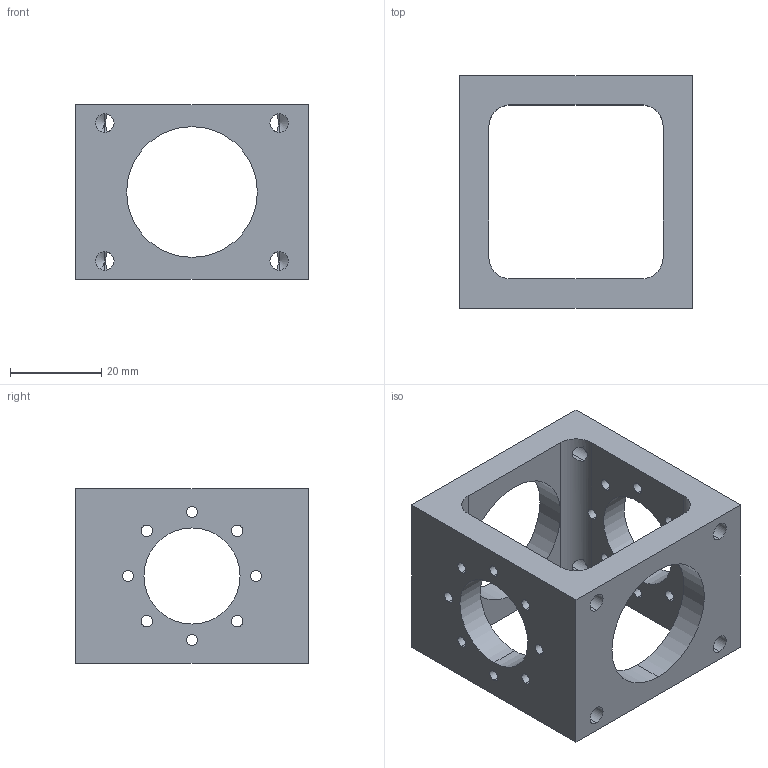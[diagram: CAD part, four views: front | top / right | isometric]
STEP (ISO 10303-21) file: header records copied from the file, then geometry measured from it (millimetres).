
FILE_DESCRIPTION (( 'STEP AP214' ), '1' );
FILE_NAME ('am-5535 375H Pass Through Bevel Housing.STEP', '2024-11-01T15:23:09', ( '' ), ( '' ), 'SwSTEP 2.0', 'SolidWorks 2024', '' );
FILE_SCHEMA (( 'AUTOMOTIVE_DESIGN' ));
Length unit declared in the file: inch
Products named in the file (1): am-5535 375H Pass Through Bevel Housing
Bounding box: 50.8 x 50.8 x 38.1 mm (x, y, z)
Volume: 29799.3 mm3; surface area: 14951.1 mm2
Topology: 1 solids, 1 shells, 88 faces, 280 edges, 172 vertices
Faces by surface type: cylinder 60, cone 16, plane 12
Entity records: 3535 total; most frequent: CARTESIAN_POINT 929, DIRECTION 558, ORIENTED_EDGE 528, EDGE_CURVE 264, AXIS2_PLACEMENT_3D 225, VERTEX_POINT 172, EDGE_LOOP 140, CIRCLE 136
